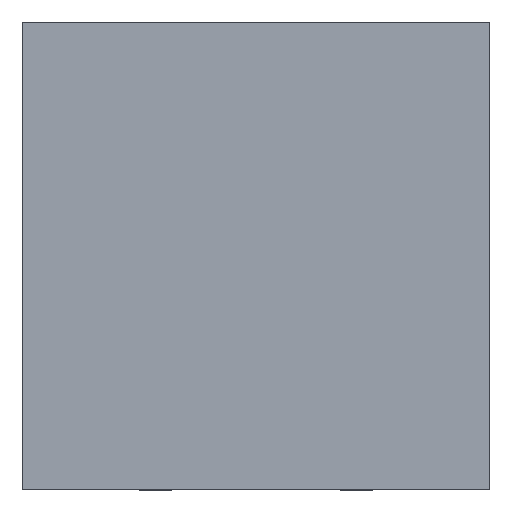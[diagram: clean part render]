
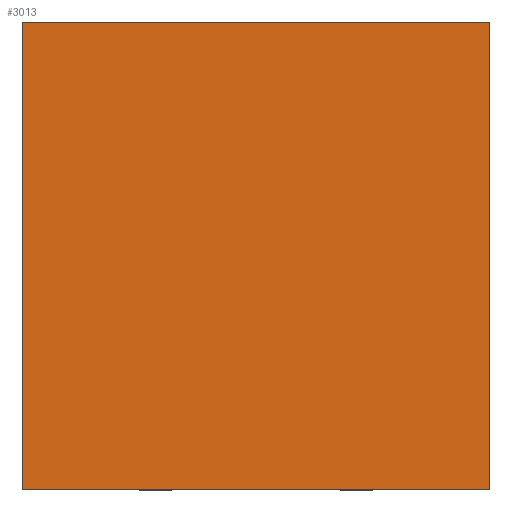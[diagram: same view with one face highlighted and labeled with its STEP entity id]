
A CAD part, top view. The second image highlights one B-rep face of the part: STEP entity #3013.
In plain terms, the highlighted face is planar.
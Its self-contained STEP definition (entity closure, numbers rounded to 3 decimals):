
#1316=DIRECTION('',(0.,0.,1.));
#1317=VECTOR('',#1316,3.5);
#1318=CARTESIAN_POINT('',(-1.75,0.95,-1.75));
#1319=LINE('',#1318,#1317);
#1323=DIRECTION('',(-1.,0.,0.));
#1324=VECTOR('',#1323,3.5);
#1325=CARTESIAN_POINT('',(1.75,0.95,-1.75));
#1326=LINE('',#1325,#1324);
#1330=DIRECTION('',(0.,0.,-1.));
#1331=VECTOR('',#1330,3.5);
#1332=CARTESIAN_POINT('',(1.75,0.95,1.75));
#1333=LINE('',#1332,#1331);
#1337=DIRECTION('',(1.,0.,0.));
#1338=VECTOR('',#1337,3.5);
#1339=CARTESIAN_POINT('',(-1.75,0.95,1.75));
#1340=LINE('',#1339,#1338);
#1859=CARTESIAN_POINT('',(-1.75,0.95,-1.75));
#1860=CARTESIAN_POINT('',(-1.75,0.95,1.75));
#1861=VERTEX_POINT('',#1859);
#1862=VERTEX_POINT('',#1860);
#1863=CARTESIAN_POINT('',(1.75,0.95,1.75));
#1864=VERTEX_POINT('',#1863);
#1865=CARTESIAN_POINT('',(1.75,0.95,-1.75));
#1866=VERTEX_POINT('',#1865);
#3001=CARTESIAN_POINT('',(0.,0.95,0.));
#3002=DIRECTION('',(0.,1.,0.));
#3003=DIRECTION('',(1.,0.,0.));
#3004=AXIS2_PLACEMENT_3D('',#3001,#3002,#3003);
#3005=PLANE('',#3004);
#3007=ORIENTED_EDGE('',*,*,#3006,.F.);
#3008=ORIENTED_EDGE('',*,*,#2733,.F.);
#3009=ORIENTED_EDGE('',*,*,#2911,.F.);
#3010=ORIENTED_EDGE('',*,*,#2491,.F.);
#3011=EDGE_LOOP('',(#3007,#3008,#3009,#3010));
#3012=FACE_OUTER_BOUND('',#3011,.F.);
#3013=ADVANCED_FACE('',(#3012),#3005,.T.);
#2491=EDGE_CURVE('',#1862,#1864,#1340,.T.);
#2733=EDGE_CURVE('',#1866,#1861,#1326,.T.);
#2911=EDGE_CURVE('',#1864,#1866,#1333,.T.);
#3006=EDGE_CURVE('',#1861,#1862,#1319,.T.);
